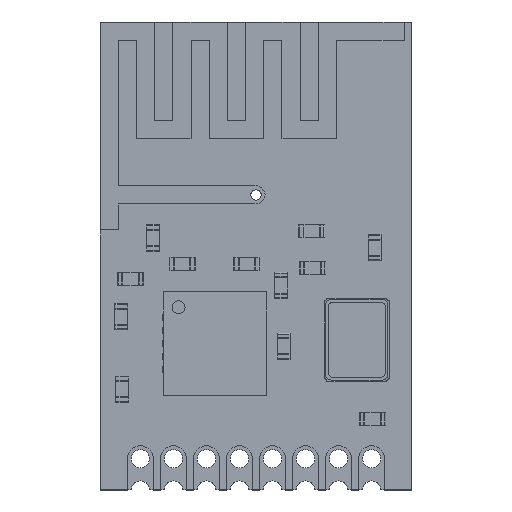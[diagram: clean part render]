
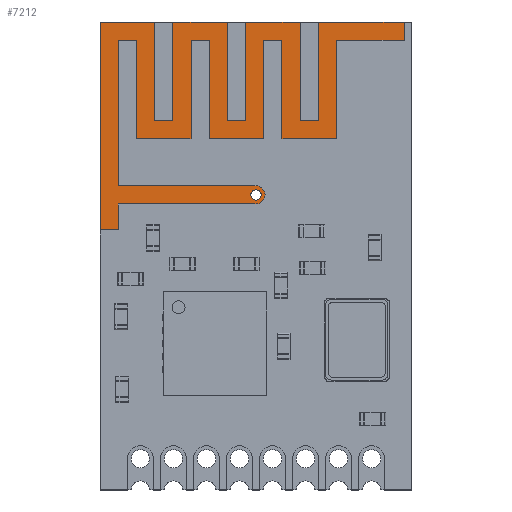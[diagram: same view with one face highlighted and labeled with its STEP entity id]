
A CAD part, top view. The second image highlights one B-rep face of the part: STEP entity #7212.
In plain terms, the highlighted planar face has unit normal (0, 0, 1).
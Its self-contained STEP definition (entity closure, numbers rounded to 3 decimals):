
#311=FACE_BOUND('',#1115,.T.);
#386=CIRCLE('',#7676,0.2);
#387=CIRCLE('',#7710,0.35);
#727=FACE_OUTER_BOUND('',#1114,.T.);
#1114=EDGE_LOOP('',(#5611,#5612,#5613,#5614,#5615,#5616,#5617,#5618,#5619,
#5620,#5621,#5622,#5623,#5624,#5625,#5626,#5627,#5628,#5629,#5630,#5631,
#5632,#5633,#5634,#5635,#5636,#5637,#5638,#5639,#5640,#5641,#5642,#5643,
#5644));
#1115=EDGE_LOOP('',(#5645));
#1621=LINE('',#10733,#2480);
#1625=LINE('',#10741,#2484);
#1628=LINE('',#10747,#2487);
#1631=LINE('',#10753,#2490);
#1634=LINE('',#10759,#2493);
#1637=LINE('',#10765,#2496);
#1640=LINE('',#10771,#2499);
#1643=LINE('',#10777,#2502);
#1646=LINE('',#10783,#2505);
#1649=LINE('',#10789,#2508);
#1652=LINE('',#10795,#2511);
#1655=LINE('',#10801,#2514);
#1658=LINE('',#10807,#2517);
#1661=LINE('',#10813,#2520);
#1664=LINE('',#10819,#2523);
#1667=LINE('',#10825,#2526);
#1670=LINE('',#10831,#2529);
#1673=LINE('',#10837,#2532);
#1676=LINE('',#10843,#2535);
#1679=LINE('',#10849,#2538);
#1682=LINE('',#10855,#2541);
#1685=LINE('',#10861,#2544);
#1688=LINE('',#10867,#2547);
#1691=LINE('',#10873,#2550);
#1694=LINE('',#10879,#2553);
#1697=LINE('',#10885,#2556);
#1700=LINE('',#10891,#2559);
#1703=LINE('',#10897,#2562);
#1706=LINE('',#10903,#2565);
#1709=LINE('',#10909,#2568);
#1712=LINE('',#10915,#2571);
#1715=LINE('',#10921,#2574);
#1719=LINE('',#10932,#2578);
#2480=VECTOR('',#8750,10.);
#2484=VECTOR('',#8756,10.);
#2487=VECTOR('',#8761,10.);
#2490=VECTOR('',#8766,10.);
#2493=VECTOR('',#8771,10.);
#2496=VECTOR('',#8776,10.);
#2499=VECTOR('',#8781,10.);
#2502=VECTOR('',#8786,10.);
#2505=VECTOR('',#8791,10.);
#2508=VECTOR('',#8796,10.);
#2511=VECTOR('',#8801,10.);
#2514=VECTOR('',#8806,10.);
#2517=VECTOR('',#8811,10.);
#2520=VECTOR('',#8816,10.);
#2523=VECTOR('',#8821,10.);
#2526=VECTOR('',#8826,10.);
#2529=VECTOR('',#8831,10.);
#2532=VECTOR('',#8836,10.);
#2535=VECTOR('',#8841,10.);
#2538=VECTOR('',#8846,10.);
#2541=VECTOR('',#8851,10.);
#2544=VECTOR('',#8856,10.);
#2547=VECTOR('',#8861,10.);
#2550=VECTOR('',#8866,10.);
#2553=VECTOR('',#8871,10.);
#2556=VECTOR('',#8876,10.);
#2559=VECTOR('',#8881,10.);
#2562=VECTOR('',#8886,10.);
#2565=VECTOR('',#8891,10.);
#2568=VECTOR('',#8896,10.);
#2571=VECTOR('',#8901,10.);
#2574=VECTOR('',#8906,10.);
#2578=VECTOR('',#8918,10.);
#3281=VERTEX_POINT('',#10727);
#3282=VERTEX_POINT('',#10731);
#3283=VERTEX_POINT('',#10732);
#3286=VERTEX_POINT('',#10740);
#3288=VERTEX_POINT('',#10746);
#3290=VERTEX_POINT('',#10752);
#3292=VERTEX_POINT('',#10758);
#3294=VERTEX_POINT('',#10764);
#3296=VERTEX_POINT('',#10770);
#3298=VERTEX_POINT('',#10776);
#3300=VERTEX_POINT('',#10782);
#3302=VERTEX_POINT('',#10788);
#3304=VERTEX_POINT('',#10794);
#3306=VERTEX_POINT('',#10800);
#3308=VERTEX_POINT('',#10806);
#3310=VERTEX_POINT('',#10812);
#3312=VERTEX_POINT('',#10818);
#3314=VERTEX_POINT('',#10824);
#3316=VERTEX_POINT('',#10830);
#3318=VERTEX_POINT('',#10836);
#3320=VERTEX_POINT('',#10842);
#3322=VERTEX_POINT('',#10848);
#3324=VERTEX_POINT('',#10854);
#3326=VERTEX_POINT('',#10860);
#3328=VERTEX_POINT('',#10866);
#3330=VERTEX_POINT('',#10872);
#3332=VERTEX_POINT('',#10878);
#3334=VERTEX_POINT('',#10884);
#3336=VERTEX_POINT('',#10890);
#3338=VERTEX_POINT('',#10896);
#3340=VERTEX_POINT('',#10902);
#3342=VERTEX_POINT('',#10908);
#3344=VERTEX_POINT('',#10914);
#3346=VERTEX_POINT('',#10920);
#3348=VERTEX_POINT('',#10926);
#4082=EDGE_CURVE('',#3281,#3281,#386,.T.);
#4083=EDGE_CURVE('',#3282,#3283,#1621,.T.);
#4087=EDGE_CURVE('',#3286,#3282,#1625,.T.);
#4090=EDGE_CURVE('',#3288,#3286,#1628,.T.);
#4093=EDGE_CURVE('',#3290,#3288,#1631,.T.);
#4096=EDGE_CURVE('',#3292,#3290,#1634,.T.);
#4099=EDGE_CURVE('',#3294,#3292,#1637,.T.);
#4102=EDGE_CURVE('',#3296,#3294,#1640,.T.);
#4105=EDGE_CURVE('',#3298,#3296,#1643,.T.);
#4108=EDGE_CURVE('',#3300,#3298,#1646,.T.);
#4111=EDGE_CURVE('',#3302,#3300,#1649,.T.);
#4114=EDGE_CURVE('',#3304,#3302,#1652,.T.);
#4117=EDGE_CURVE('',#3306,#3304,#1655,.T.);
#4120=EDGE_CURVE('',#3308,#3306,#1658,.T.);
#4123=EDGE_CURVE('',#3310,#3308,#1661,.T.);
#4126=EDGE_CURVE('',#3312,#3310,#1664,.T.);
#4129=EDGE_CURVE('',#3314,#3312,#1667,.T.);
#4132=EDGE_CURVE('',#3316,#3314,#1670,.T.);
#4135=EDGE_CURVE('',#3318,#3316,#1673,.T.);
#4138=EDGE_CURVE('',#3320,#3318,#1676,.T.);
#4141=EDGE_CURVE('',#3322,#3320,#1679,.T.);
#4144=EDGE_CURVE('',#3324,#3322,#1682,.T.);
#4147=EDGE_CURVE('',#3326,#3324,#1685,.T.);
#4150=EDGE_CURVE('',#3328,#3326,#1688,.T.);
#4153=EDGE_CURVE('',#3330,#3328,#1691,.T.);
#4156=EDGE_CURVE('',#3332,#3330,#1694,.T.);
#4159=EDGE_CURVE('',#3334,#3332,#1697,.T.);
#4162=EDGE_CURVE('',#3336,#3334,#1700,.T.);
#4165=EDGE_CURVE('',#3338,#3336,#1703,.T.);
#4168=EDGE_CURVE('',#3340,#3338,#1706,.T.);
#4171=EDGE_CURVE('',#3342,#3340,#1709,.T.);
#4174=EDGE_CURVE('',#3344,#3342,#1712,.T.);
#4177=EDGE_CURVE('',#3346,#3344,#1715,.T.);
#4180=EDGE_CURVE('',#3348,#3346,#387,.T.);
#4183=EDGE_CURVE('',#3283,#3348,#1719,.T.);
#5611=ORIENTED_EDGE('',*,*,#4183,.F.);
#5612=ORIENTED_EDGE('',*,*,#4083,.F.);
#5613=ORIENTED_EDGE('',*,*,#4087,.F.);
#5614=ORIENTED_EDGE('',*,*,#4090,.F.);
#5615=ORIENTED_EDGE('',*,*,#4093,.F.);
#5616=ORIENTED_EDGE('',*,*,#4096,.F.);
#5617=ORIENTED_EDGE('',*,*,#4099,.F.);
#5618=ORIENTED_EDGE('',*,*,#4102,.F.);
#5619=ORIENTED_EDGE('',*,*,#4105,.F.);
#5620=ORIENTED_EDGE('',*,*,#4108,.F.);
#5621=ORIENTED_EDGE('',*,*,#4111,.F.);
#5622=ORIENTED_EDGE('',*,*,#4114,.F.);
#5623=ORIENTED_EDGE('',*,*,#4117,.F.);
#5624=ORIENTED_EDGE('',*,*,#4120,.F.);
#5625=ORIENTED_EDGE('',*,*,#4123,.F.);
#5626=ORIENTED_EDGE('',*,*,#4126,.F.);
#5627=ORIENTED_EDGE('',*,*,#4129,.F.);
#5628=ORIENTED_EDGE('',*,*,#4132,.F.);
#5629=ORIENTED_EDGE('',*,*,#4135,.F.);
#5630=ORIENTED_EDGE('',*,*,#4138,.F.);
#5631=ORIENTED_EDGE('',*,*,#4141,.F.);
#5632=ORIENTED_EDGE('',*,*,#4144,.F.);
#5633=ORIENTED_EDGE('',*,*,#4147,.F.);
#5634=ORIENTED_EDGE('',*,*,#4150,.F.);
#5635=ORIENTED_EDGE('',*,*,#4153,.F.);
#5636=ORIENTED_EDGE('',*,*,#4156,.F.);
#5637=ORIENTED_EDGE('',*,*,#4159,.F.);
#5638=ORIENTED_EDGE('',*,*,#4162,.F.);
#5639=ORIENTED_EDGE('',*,*,#4165,.F.);
#5640=ORIENTED_EDGE('',*,*,#4168,.F.);
#5641=ORIENTED_EDGE('',*,*,#4171,.F.);
#5642=ORIENTED_EDGE('',*,*,#4174,.F.);
#5643=ORIENTED_EDGE('',*,*,#4177,.F.);
#5644=ORIENTED_EDGE('',*,*,#4180,.F.);
#5645=ORIENTED_EDGE('',*,*,#4082,.F.);
#6884=PLANE('',#7713);
#7212=ADVANCED_FACE('',(#727,#311),#6884,.T.);
#7676=AXIS2_PLACEMENT_3D('',#10729,#8746,#8747);
#7710=AXIS2_PLACEMENT_3D('',#10927,#8911,#8912);
#7713=AXIS2_PLACEMENT_3D('',#10934,#8920,#8921);
#8746=DIRECTION('center_axis',(0.,0.,1.));
#8747=DIRECTION('ref_axis',(1.,0.,0.));
#8750=DIRECTION('',(0.,-1.,0.));
#8756=DIRECTION('',(-1.,0.,0.));
#8761=DIRECTION('',(0.,1.,0.));
#8766=DIRECTION('',(-1.,0.,0.));
#8771=DIRECTION('',(0.,-1.,0.));
#8776=DIRECTION('',(-1.,0.,0.));
#8781=DIRECTION('',(0.,1.,0.));
#8786=DIRECTION('',(-1.,0.,0.));
#8791=DIRECTION('',(0.,-1.,0.));
#8796=DIRECTION('',(-1.,0.,0.));
#8801=DIRECTION('',(0.,1.,0.));
#8806=DIRECTION('',(-1.,0.,0.));
#8811=DIRECTION('',(0.,-1.,0.));
#8816=DIRECTION('',(-1.,0.,0.));
#8821=DIRECTION('',(0.,-1.,0.));
#8826=DIRECTION('',(1.,0.,0.));
#8831=DIRECTION('',(0.,1.,0.));
#8836=DIRECTION('',(1.,0.,0.));
#8841=DIRECTION('',(0.,-1.,0.));
#8846=DIRECTION('',(1.,0.,0.));
#8851=DIRECTION('',(0.,1.,0.));
#8856=DIRECTION('',(1.,0.,0.));
#8861=DIRECTION('',(0.,-1.,0.));
#8866=DIRECTION('',(1.,0.,0.));
#8871=DIRECTION('',(0.,1.,0.));
#8876=DIRECTION('',(1.,0.,0.));
#8881=DIRECTION('',(0.,-1.,0.));
#8886=DIRECTION('',(1.,0.,0.));
#8891=DIRECTION('',(0.,1.,0.));
#8896=DIRECTION('',(-1.,0.,0.));
#8901=DIRECTION('',(0.,-1.,0.));
#8906=DIRECTION('',(-1.,0.,0.));
#8911=DIRECTION('center_axis',(0.,0.,-1.));
#8912=DIRECTION('ref_axis',(0.,-1.,0.));
#8918=DIRECTION('',(1.,0.,0.));
#8920=DIRECTION('center_axis',(0.,0.,1.));
#8921=DIRECTION('ref_axis',(1.,0.,0.));
#10727=CARTESIAN_POINT('',(-0.2,2.35,0.8));
#10729=CARTESIAN_POINT('Origin',(0.,2.35,0.8));
#10731=CARTESIAN_POINT('',(-5.3,8.3,0.8));
#10732=CARTESIAN_POINT('',(-5.3,2.7,0.8));
#10733=CARTESIAN_POINT('',(-5.3,3.85,0.8));
#10740=CARTESIAN_POINT('',(-4.6,8.3,0.8));
#10741=CARTESIAN_POINT('',(-2.725,8.3,0.8));
#10746=CARTESIAN_POINT('',(-4.6,4.5,0.8));
#10747=CARTESIAN_POINT('',(-4.6,6.65,0.8));
#10752=CARTESIAN_POINT('',(-2.5,4.5,0.8));
#10753=CARTESIAN_POINT('',(-2.375,4.5,0.8));
#10758=CARTESIAN_POINT('',(-2.5,8.3,0.8));
#10759=CARTESIAN_POINT('',(-2.5,4.75,0.8));
#10764=CARTESIAN_POINT('',(-1.8,8.3,0.8));
#10765=CARTESIAN_POINT('',(-1.325,8.3,0.8));
#10770=CARTESIAN_POINT('',(-1.8,4.5,0.8));
#10771=CARTESIAN_POINT('',(-1.8,6.65,0.8));
#10776=CARTESIAN_POINT('',(0.3,4.5,0.8));
#10777=CARTESIAN_POINT('',(-0.975,4.5,0.8));
#10782=CARTESIAN_POINT('',(0.3,8.3,0.8));
#10783=CARTESIAN_POINT('',(0.3,4.75,0.8));
#10788=CARTESIAN_POINT('',(1.,8.3,0.8));
#10789=CARTESIAN_POINT('',(0.075,8.3,0.8));
#10794=CARTESIAN_POINT('',(1.,4.5,0.8));
#10795=CARTESIAN_POINT('',(1.,6.65,0.8));
#10800=CARTESIAN_POINT('',(3.1,4.5,0.8));
#10801=CARTESIAN_POINT('',(0.425,4.5,0.8));
#10806=CARTESIAN_POINT('',(3.1,8.3,0.8));
#10807=CARTESIAN_POINT('',(3.1,4.75,0.8));
#10812=CARTESIAN_POINT('',(5.7,8.3,0.8));
#10813=CARTESIAN_POINT('',(1.475,8.3,0.8));
#10818=CARTESIAN_POINT('',(5.7,9.,0.8));
#10819=CARTESIAN_POINT('',(5.7,6.65,0.8));
#10824=CARTESIAN_POINT('',(2.4,9.,0.8));
#10825=CARTESIAN_POINT('',(2.775,9.,0.8));
#10830=CARTESIAN_POINT('',(2.4,5.2,0.8));
#10831=CARTESIAN_POINT('',(2.4,7.,0.8));
#10836=CARTESIAN_POINT('',(1.7,5.2,0.8));
#10837=CARTESIAN_POINT('',(1.125,5.2,0.8));
#10842=CARTESIAN_POINT('',(1.7,9.,0.8));
#10843=CARTESIAN_POINT('',(1.7,5.1,0.8));
#10848=CARTESIAN_POINT('',(-0.4,9.,0.8));
#10849=CARTESIAN_POINT('',(0.775,9.,0.8));
#10854=CARTESIAN_POINT('',(-0.4,5.2,0.8));
#10855=CARTESIAN_POINT('',(-0.4,7.,0.8));
#10860=CARTESIAN_POINT('',(-1.1,5.2,0.8));
#10861=CARTESIAN_POINT('',(-0.275,5.2,0.8));
#10866=CARTESIAN_POINT('',(-1.1,9.,0.8));
#10867=CARTESIAN_POINT('',(-1.1,5.1,0.8));
#10872=CARTESIAN_POINT('',(-3.2,9.,0.8));
#10873=CARTESIAN_POINT('',(-0.625,9.,0.8));
#10878=CARTESIAN_POINT('',(-3.2,5.2,0.8));
#10879=CARTESIAN_POINT('',(-3.2,7.,0.8));
#10884=CARTESIAN_POINT('',(-3.9,5.2,0.8));
#10885=CARTESIAN_POINT('',(-1.675,5.2,0.8));
#10890=CARTESIAN_POINT('',(-3.9,9.,0.8));
#10891=CARTESIAN_POINT('',(-3.9,5.1,0.8));
#10896=CARTESIAN_POINT('',(-6.,9.,0.8));
#10897=CARTESIAN_POINT('',(-2.025,9.,0.8));
#10902=CARTESIAN_POINT('',(-6.,1.,0.8));
#10903=CARTESIAN_POINT('',(-6.,7.,0.8));
#10908=CARTESIAN_POINT('',(-5.3,1.,0.8));
#10909=CARTESIAN_POINT('',(-3.075,1.,0.8));
#10914=CARTESIAN_POINT('',(-5.3,2.,0.8));
#10915=CARTESIAN_POINT('',(-5.3,3.,0.8));
#10920=CARTESIAN_POINT('',(0.,2.,0.8));
#10921=CARTESIAN_POINT('',(-2.725,2.,0.8));
#10926=CARTESIAN_POINT('',(0.,2.7,0.8));
#10927=CARTESIAN_POINT('Origin',(0.,2.35,0.8));
#10932=CARTESIAN_POINT('',(-0.075,2.7,0.8));
#10934=CARTESIAN_POINT('Origin',(-0.15,5.,0.8));
